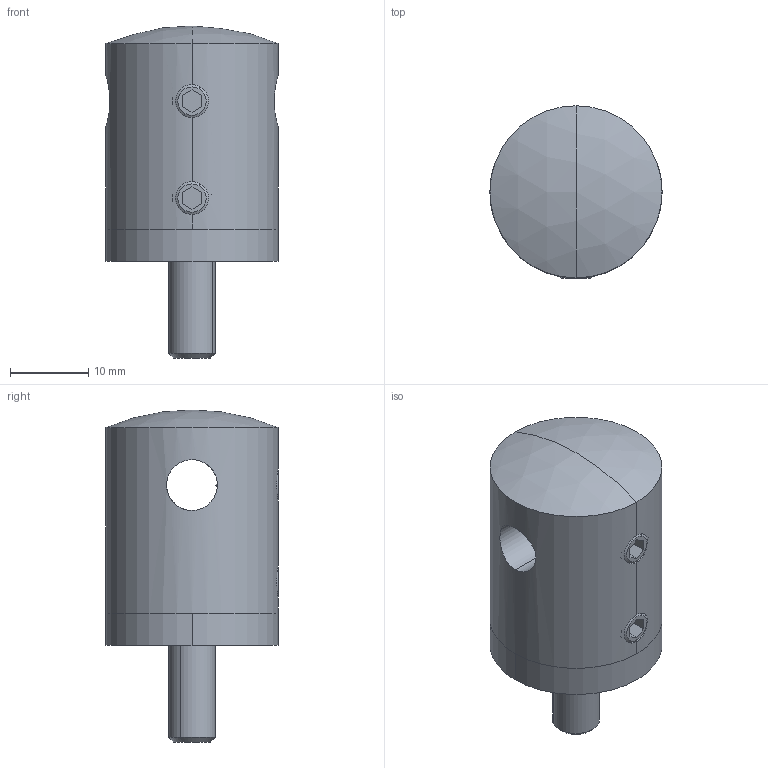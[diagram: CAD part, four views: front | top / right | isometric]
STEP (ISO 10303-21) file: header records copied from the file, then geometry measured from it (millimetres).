
FILE_DESCRIPTION (( 'STEP AP203' ), '1' );
FILE_NAME ('100023005.STEP', '2018-03-13T06:40:14', ( '' ), ( '' ), 'SwSTEP 2.0', 'SolidWorks 2015', '' );
FILE_SCHEMA (( 'CONFIG_CONTROL_DESIGN' ));
Length unit declared in the file: millimetre
Products named in the file (6): 10002X00X Teil1_10002X005 Teil1; DIN914_DIN 914 M5x5; 100023005; 10002X00X Teil2_10002300X Teil2; DIN914_DIN 914 M5x8; DIN7991 M6x25_DIN7991 M6x25
Assembly tree (5 placements, depth 2):
  100023005
    10002X00X Teil1_10002X005 Teil1
    10002X00X Teil2_10002300X Teil2
    DIN914_DIN 914 M5x8
    DIN914_DIN 914 M5x5
    DIN7991 M6x25_DIN7991 M6x25
Bounding box: 22 x 22 x 42.45 mm (x, y, z)
Volume: 9821.7 mm3; surface area: 5793.3 mm2
Topology: 5 solids, 5 shells, 312 faces, 791 edges, 509 vertices
Faces by surface type: plane 135, bspline 121, cylinder 28, cone 24, sphere 2, torus 2
Entity records: 17631 total; most frequent: CARTESIAN_POINT 10323, ORIENTED_EDGE 1566, DIRECTION 995, EDGE_CURVE 783, VERTEX_POINT 509, VECTOR 461, LINE 461, EDGE_LOOP 348
